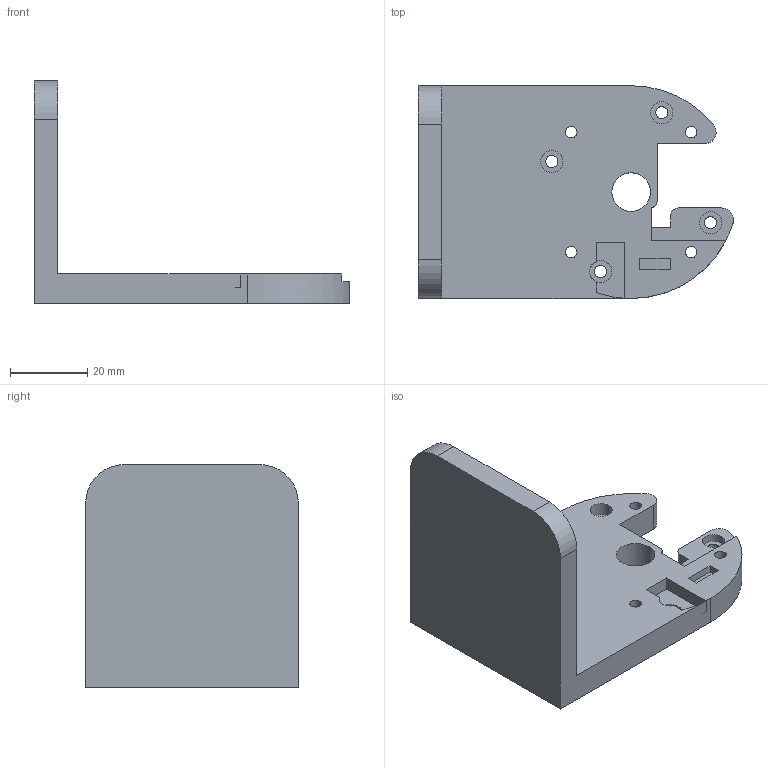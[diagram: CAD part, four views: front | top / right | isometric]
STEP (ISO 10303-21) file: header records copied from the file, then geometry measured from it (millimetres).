
FILE_DESCRIPTION (( 'STEP AP214' ), '1' );
FILE_NAME ('Holder_1.STEP', '2024-11-26T10:02:43', ( '' ), ( '' ), 'SwSTEP 2.0', 'SolidWorks 2020', '' );
FILE_SCHEMA (( 'AUTOMOTIVE_DESIGN' ));
Length unit declared in the file: millimetre
Products named in the file (1): Holder_1
Bounding box: 81.45 x 55 x 57.6 mm (x, y, z)
Volume: 43510 mm3; surface area: 16643.8 mm2
Topology: 1 solids, 1 shells, 66 faces, 177 edges, 118 vertices
Faces by surface type: cylinder 37, plane 29
Entity records: 2168 total; most frequent: DIRECTION 388, CARTESIAN_POINT 362, ORIENTED_EDGE 354, EDGE_CURVE 177, AXIS2_PLACEMENT_3D 144, VERTEX_POINT 118, VECTOR 100, LINE 100
